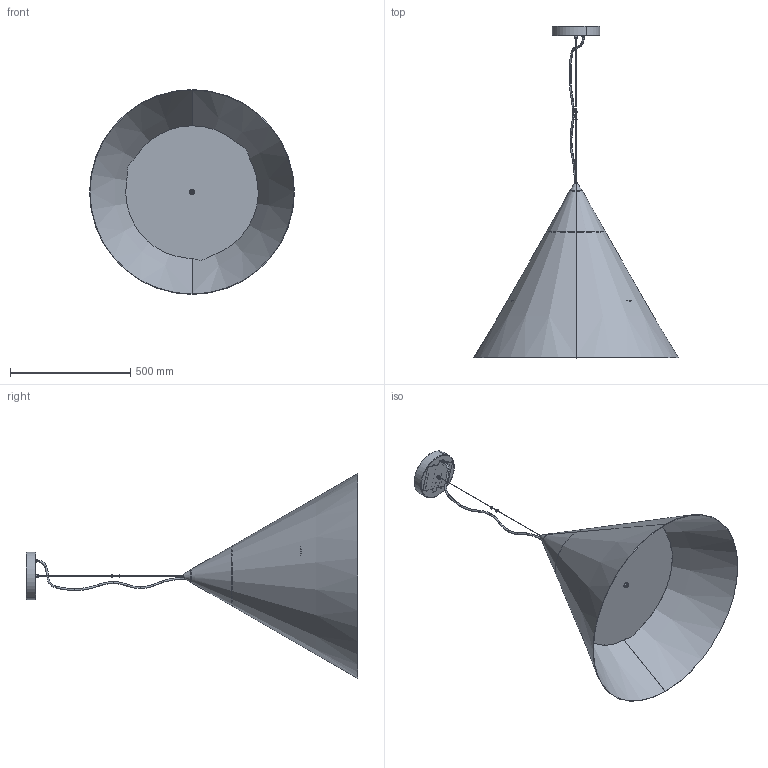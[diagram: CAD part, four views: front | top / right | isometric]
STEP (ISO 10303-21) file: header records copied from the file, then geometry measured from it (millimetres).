
FILE_DESCRIPTION (( 'STEP AP214' ), '1' );
FILE_NAME ('CONO_SOSP_850_ED.STEP', '2023-07-04T08:40:17', ( '' ), ( '' ), 'SwSTEP 2.0', 'SolidWorks 2014', '' );
FILE_SCHEMA (( 'AUTOMOTIVE_DESIGN' ));
Length unit declared in the file: millimetre
Products named in the file (66): 030PM_003; GUIDOLUX__GHIERA_M10X1_M_49_10_11; 030PM_004; 008PM_015; Scatoletta_connessione_tripol_scatoletta3_guidolux; Alvit_3024; Tige M10 x 1 x 15; 030PM_002; BLOCCACAVO STEAB ART 5069-7; 008PM_010; dado basso M13X1; 030PM_007; 008PM_016; dado M10_basso; viteTS_autof_2_9x6_5_zinc; 035FM_005; CONO_SOSP_850_ED; Anello_or_sil_trasp_8x1_78; 008PM_017_150519; 008PM_013; CAVALLOTTO_AVS_245_A_M13_M10; rondella dentellata d 13 int; 030PM_006; steab_NIPPLO_5016_3_7; 008PM_012; 030PM_005; GUIDOLUX_MORSETTO_SOSPENSIONI_M_65_09_10; ROSONE_UNIFICATO
Assembly tree (39 placements, depth 3):
  030PM_003
  GUIDOLUX__GHIERA_M10X1_M_49_10_11
  008PM_015
  030PM_002
  BLOCCACAVO STEAB ART 5069-7
Bounding box: 850 x 1377.22 x 850 mm (x, y, z)
Volume: 3056598.8 mm3; surface area: 3156681.4 mm2
Topology: 39 solids, 51 shells, 2359 faces, 5948 edges, 3862 vertices
Faces by surface type: plane 1648, cylinder 447, torus 146, cone 100, sphere 14, bspline 4
Entity records: 56690 total; most frequent: CARTESIAN_POINT 11814, ORIENTED_EDGE 8936, DIRECTION 8658, EDGE_CURVE 4468, LINE 3312, VECTOR 3312, VERTEX_POINT 2913, AXIS2_PLACEMENT_3D 2673
